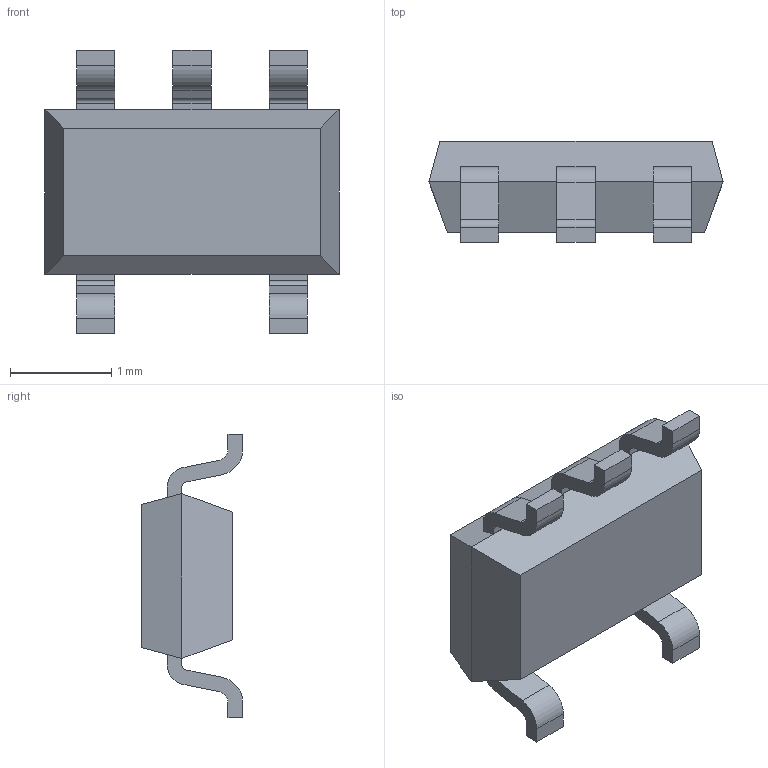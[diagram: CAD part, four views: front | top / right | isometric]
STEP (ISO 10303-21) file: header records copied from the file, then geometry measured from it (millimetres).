
FILE_DESCRIPTION (( 'STEP AP214' ),'1' );
FILE_NAME ('LT6015IS5#TRMPBF.STEP','2018-06-07T05:00:43',( '' ),( '' ),'SwSTEP 2.0','SolidWorks 2017','' );
FILE_SCHEMA (( 'AUTOMOTIVE_DESIGN' ));
Length unit declared in the file: millimetre
Products named in the file (1): LT6015IS5#TRMPBF
Bounding box: 2.9 x 1 x 2.8 mm (x, y, z)
Volume: 3.9 mm3; surface area: 20.8 mm2
Topology: 6 solids, 6 shells, 80 faces, 200 edges, 132 vertices
Faces by surface type: plane 60, cylinder 20
Entity records: 1721 total; most frequent: ORIENTED_EDGE 400, EDGE_CURVE 200, CARTESIAN_POINT 188, LINE 160, VERTEX_POINT 132, AXIS2_PLACEMENT_3D 101, FACE_OUTER_BOUND 80, DIRECTION 80
